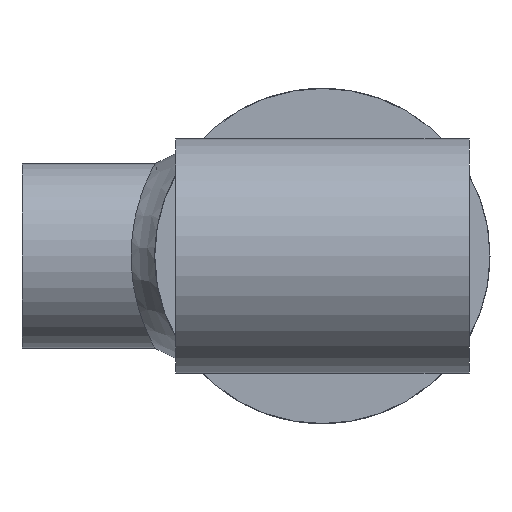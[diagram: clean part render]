
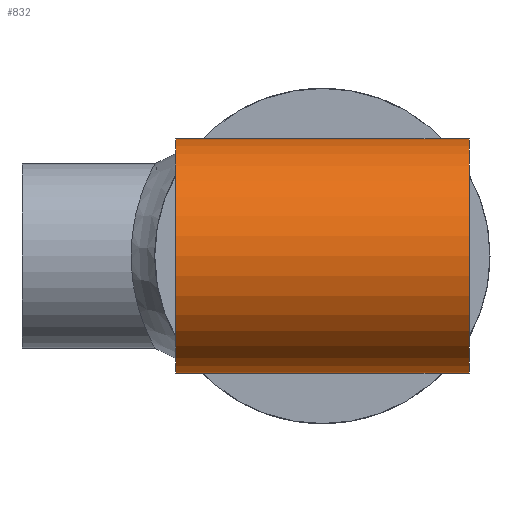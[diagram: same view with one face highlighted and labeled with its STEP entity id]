
A CAD part, left-side view. The second image highlights one B-rep face of the part: STEP entity #832.
In plain terms, the highlighted cylindrical face has radius 14 mm (diameter 28 mm), a full revolution.
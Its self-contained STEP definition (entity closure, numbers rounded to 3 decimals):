
#104=CIRCLE('',#1045,14.);
#106=CIRCLE('',#1049,14.);
#199=FACE_OUTER_BOUND('',#260,.T.);
#260=EDGE_LOOP('',(#748,#749,#750,#751));
#297=LINE('',#3342,#330);
#330=VECTOR('',#1248,14.);
#437=VERTEX_POINT('',#3332);
#439=VERTEX_POINT('',#3339);
#540=EDGE_CURVE('',#437,#437,#104,.T.);
#543=EDGE_CURVE('',#439,#439,#106,.T.);
#544=EDGE_CURVE('',#439,#437,#297,.T.);
#748=ORIENTED_EDGE('',*,*,#543,.F.);
#749=ORIENTED_EDGE('',*,*,#544,.T.);
#750=ORIENTED_EDGE('',*,*,#540,.T.);
#751=ORIENTED_EDGE('',*,*,#544,.F.);
#788=CYLINDRICAL_SURFACE('',#1050,14.);
#832=ADVANCED_FACE('',(#199),#788,.T.);
#1045=AXIS2_PLACEMENT_3D('',#3333,#1235,#1236);
#1049=AXIS2_PLACEMENT_3D('',#3340,#1244,#1245);
#1050=AXIS2_PLACEMENT_3D('',#3341,#1246,#1247);
#1235=DIRECTION('center_axis',(1.,0.,0.));
#1236=DIRECTION('ref_axis',(0.,1.,0.));
#1244=DIRECTION('center_axis',(1.,0.,0.));
#1245=DIRECTION('ref_axis',(0.,1.,0.));
#1246=DIRECTION('center_axis',(1.,0.,0.));
#1247=DIRECTION('ref_axis',(0.,1.,0.));
#1248=DIRECTION('',(-1.,0.,0.));
#3332=CARTESIAN_POINT('',(0.,-14.,0.));
#3333=CARTESIAN_POINT('Origin',(0.,0.,0.));
#3339=CARTESIAN_POINT('',(35.,-14.,0.));
#3340=CARTESIAN_POINT('Origin',(35.,0.,0.));
#3341=CARTESIAN_POINT('Origin',(0.,0.,0.));
#3342=CARTESIAN_POINT('',(0.,-14.,0.));
